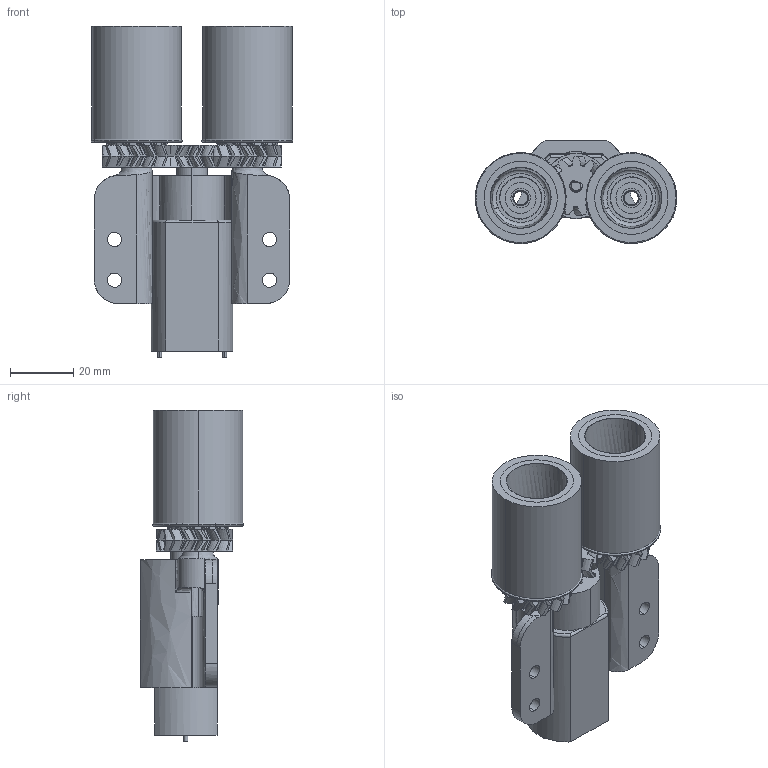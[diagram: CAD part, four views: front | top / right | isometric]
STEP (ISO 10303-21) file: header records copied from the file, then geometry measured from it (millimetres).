
FILE_DESCRIPTION(('FreeCAD Model'),'2;1');
FILE_NAME('Open CASCADE Shape Model','2025-05-03T00:36:57',('FreeCAD'),( 'FreeCAD'),'Open CASCADE STEP processor 7.6','FreeCAD','Unknown');
FILE_SCHEMA(('AUTOMOTIVE_DESIGN { 1 0 10303 214 1 1 1 1 }'));
Products named in the file (1): Open CASCADE STEP translator 7.6 1
Bounding box: 63.58 x 32.53 x 104.43 mm (x, y, z)
Volume: 95150.1 mm3; surface area: 52184.8 mm2
Topology: 16 solids, 18 shells, 1061 faces, 2907 edges, 1924 vertices
Faces by surface type: bspline 1061
Entity records: 161319 total; most frequent: CARTESIAN_POINT 146722, ORIENTED_EDGE 5814, EDGE_CURVE 2907, VERTEX_POINT 1924, FACE_BOUND 1143, EDGE_LOOP 1143, ADVANCED_FACE 1061, B_SPLINE_CURVE_WITH_KNOTS 368
